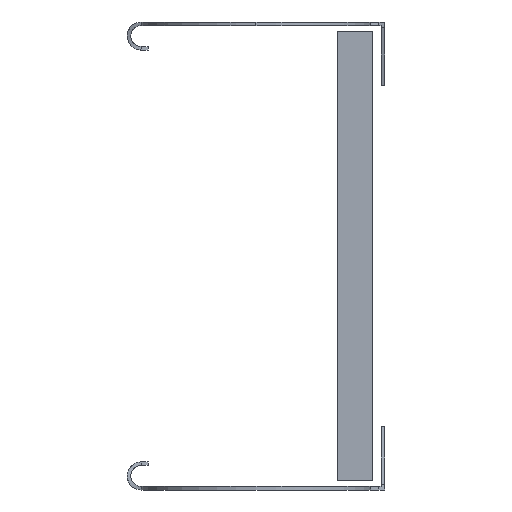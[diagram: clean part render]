
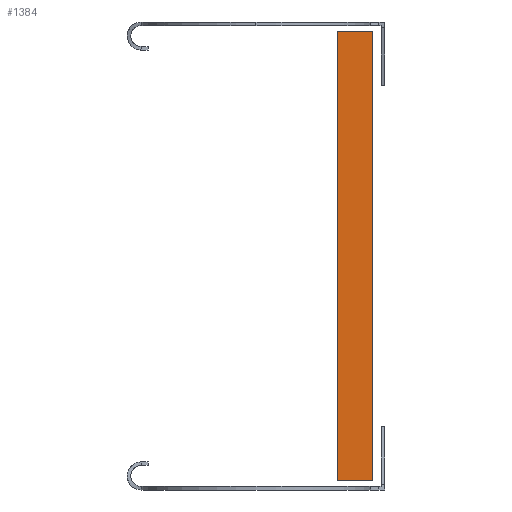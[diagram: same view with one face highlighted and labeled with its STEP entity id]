
A CAD part, left-side view. The second image highlights one B-rep face of the part: STEP entity #1384.
In plain terms, the highlighted planar face has unit normal (-1, 0, 0).
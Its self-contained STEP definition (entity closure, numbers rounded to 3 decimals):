
#12 = LINE ( 'NONE', #2968, #17 ) ;
#17 = VECTOR ( 'NONE', #137, 1000. ) ;
#37 = EDGE_CURVE ( 'NONE', #1595, #2248, #2783, .T. ) ;
#137 = DIRECTION ( 'NONE',  ( 0., 1., 0. ) ) ;
#142 = VECTOR ( 'NONE', #1683, 1000. ) ;
#158 = ORIENTED_EDGE ( 'NONE', *, *, #752, .F. ) ;
#191 = EDGE_CURVE ( 'NONE', #1990, #1982, #12, .T. ) ;
#194 = VECTOR ( 'NONE', #442, 1000. ) ;
#237 = EDGE_CURVE ( 'NONE', #1982, #3905, #792, .T. ) ;
#410 = ORIENTED_EDGE ( 'NONE', *, *, #191, .T. ) ;
#442 = DIRECTION ( 'NONE',  ( 0., 1., 0. ) ) ;
#652 = ORIENTED_EDGE ( 'NONE', *, *, #237, .T. ) ;
#713 = VECTOR ( 'NONE', #1606, 1000. ) ;
#718 = VECTOR ( 'NONE', #861, 1000. ) ;
#722 = VERTEX_POINT ( 'NONE', #1597 ) ;
#729 = EDGE_CURVE ( 'NONE', #3974, #3548, #756, .T. ) ;
#752 = EDGE_CURVE ( 'NONE', #3548, #3905, #3274, .T. ) ;
#756 = LINE ( 'NONE', #1810, #3359 ) ;
#792 = LINE ( 'NONE', #1775, #194 ) ;
#861 = DIRECTION ( 'NONE',  ( 0., -1., 0. ) ) ;
#985 = CARTESIAN_POINT ( 'NONE',  ( -15., 3., -96. ) ) ;
#1042 = CARTESIAN_POINT ( 'NONE',  ( -15., 3., 96. ) ) ;
#1078 = EDGE_CURVE ( 'NONE', #2248, #722, #2676, .T. ) ;
#1204 = CARTESIAN_POINT ( 'NONE',  ( -15., 0., -96. ) ) ;
#1249 = CARTESIAN_POINT ( 'NONE',  ( -15., 12., 96. ) ) ;
#1345 = CARTESIAN_POINT ( 'NONE',  ( -15., 3., 96. ) ) ;
#1384 = ADVANCED_FACE ( 'NONE', ( #1959 ), #3268, .F. ) ;
#1418 = CARTESIAN_POINT ( 'NONE',  ( -15., 12., -96. ) ) ;
#1493 = CARTESIAN_POINT ( 'NONE',  ( -15., 0., -96. ) ) ;
#1595 = VERTEX_POINT ( 'NONE', #3087 ) ;
#1597 = CARTESIAN_POINT ( 'NONE',  ( -15., 0., 96. ) ) ;
#1606 = DIRECTION ( 'NONE',  ( 0., -1., 0. ) ) ;
#1651 = DIRECTION ( 'NONE',  ( 0., 0., 1. ) ) ;
#1683 = DIRECTION ( 'NONE',  ( 0., 0., 1. ) ) ;
#1710 = ORIENTED_EDGE ( 'NONE', *, *, #729, .F. ) ;
#1775 = CARTESIAN_POINT ( 'NONE',  ( -15., 15., 96. ) ) ;
#1810 = CARTESIAN_POINT ( 'NONE',  ( -15., 3., -96. ) ) ;
#1843 = DIRECTION ( 'NONE',  ( 0., 1., 0. ) ) ;
#1928 = LINE ( 'NONE', #1042, #718 ) ;
#1959 = FACE_OUTER_BOUND ( 'NONE', #2663, .T. ) ;
#1982 = VERTEX_POINT ( 'NONE', #1249 ) ;
#1990 = VERTEX_POINT ( 'NONE', #1345 ) ;
#2046 = CARTESIAN_POINT ( 'NONE',  ( -15., 0., -96. ) ) ;
#2087 = DIRECTION ( 'NONE',  ( 0., 1., 0. ) ) ;
#2219 = EDGE_CURVE ( 'NONE', #1595, #3974, #3135, .T. ) ;
#2248 = VERTEX_POINT ( 'NONE', #1204 ) ;
#2425 = DIRECTION ( 'NONE',  ( 1., 0., 0. ) ) ;
#2527 = AXIS2_PLACEMENT_3D ( 'NONE', #2755, #2425, #3015 ) ;
#2586 = ORIENTED_EDGE ( 'NONE', *, *, #2219, .F. ) ;
#2663 = EDGE_LOOP ( 'NONE', ( #410, #652, #158, #1710, #2586, #2729, #2789, #2941 ) ) ;
#2676 = LINE ( 'NONE', #2046, #2736 ) ;
#2729 = ORIENTED_EDGE ( 'NONE', *, *, #37, .T. ) ;
#2736 = VECTOR ( 'NONE', #1651, 1000. ) ;
#2738 = CARTESIAN_POINT ( 'NONE',  ( -15., 15., 96. ) ) ;
#2755 = CARTESIAN_POINT ( 'NONE',  ( -15., 3., -96. ) ) ;
#2783 = LINE ( 'NONE', #1493, #713 ) ;
#2789 = ORIENTED_EDGE ( 'NONE', *, *, #1078, .T. ) ;
#2834 = CARTESIAN_POINT ( 'NONE',  ( -15., 15., -96. ) ) ;
#2941 = ORIENTED_EDGE ( 'NONE', *, *, #3984, .F. ) ;
#2968 = CARTESIAN_POINT ( 'NONE',  ( -15., 3., 96. ) ) ;
#3015 = DIRECTION ( 'NONE',  ( 0., 0., -1. ) ) ;
#3087 = CARTESIAN_POINT ( 'NONE',  ( -15., 3., -96. ) ) ;
#3132 = VECTOR ( 'NONE', #2087, 1000. ) ;
#3135 = LINE ( 'NONE', #985, #3132 ) ;
#3268 = PLANE ( 'NONE',  #2527 ) ;
#3274 = LINE ( 'NONE', #3728, #142 ) ;
#3359 = VECTOR ( 'NONE', #1843, 1000. ) ;
#3548 = VERTEX_POINT ( 'NONE', #2834 ) ;
#3728 = CARTESIAN_POINT ( 'NONE',  ( -15., 15., -96. ) ) ;
#3905 = VERTEX_POINT ( 'NONE', #2738 ) ;
#3974 = VERTEX_POINT ( 'NONE', #1418 ) ;
#3984 = EDGE_CURVE ( 'NONE', #1990, #722, #1928, .T. ) ;
